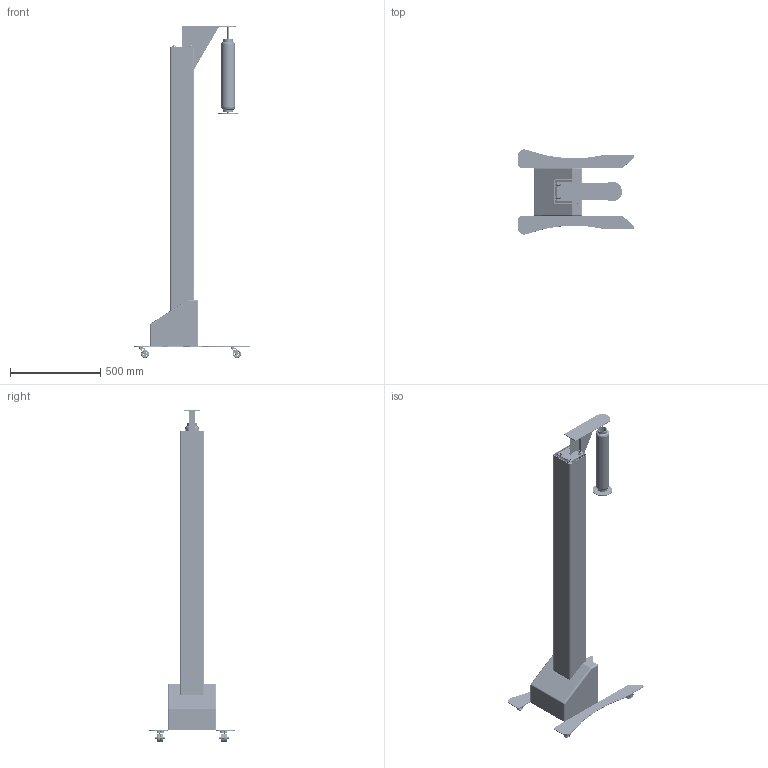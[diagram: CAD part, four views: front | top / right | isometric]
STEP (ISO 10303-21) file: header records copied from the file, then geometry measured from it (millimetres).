
FILE_DESCRIPTION(('FreeCAD Model'),'2;1');
FILE_NAME('Open CASCADE Shape Model','2025-04-30T22:37:05',('FreeCAD'),( 'FreeCAD'),'Open CASCADE STEP processor 7.6','FreeCAD','Unknown');
FILE_SCHEMA(('AUTOMOTIVE_DESIGN { 1 0 10303 214 1 1 1 1 }'));
Products named in the file (1): Open CASCADE STEP translator 7.6 1
Bounding box: 645.31 x 472.36 x 1840.57 mm (x, y, z)
Volume: 20035756.6 mm3; surface area: 3430424.2 mm2
Topology: 29 solids, 1237 shells, 3069 faces, 11365 edges, 9340 vertices
Faces by surface type: bspline 3069
Entity records: 235196 total; most frequent: CARTESIAN_POINT 176319, ORIENTED_EDGE 16562, EDGE_CURVE 11141, VERTEX_POINT 9340, B_SPLINE_CURVE_WITH_KNOTS 8122, FACE_BOUND 3575, EDGE_LOOP 3575, ADVANCED_FACE 3069
